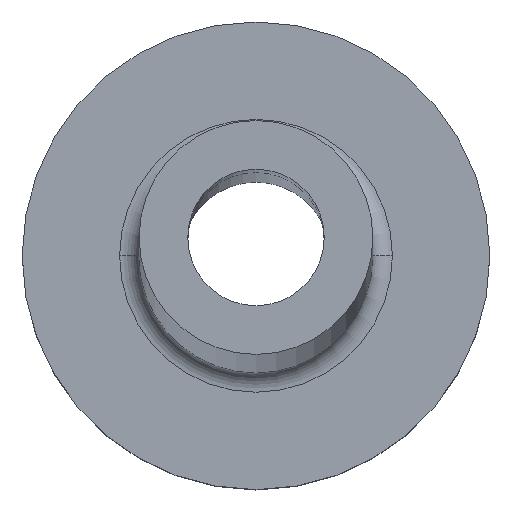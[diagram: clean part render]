
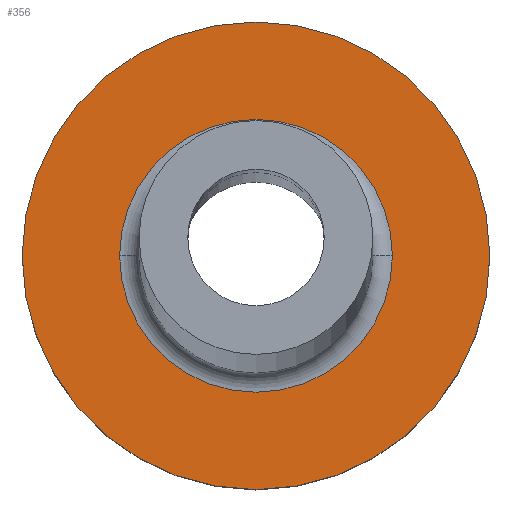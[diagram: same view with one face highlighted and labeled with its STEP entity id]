
A CAD part, top view. The second image highlights one B-rep face of the part: STEP entity #356.
In plain terms, the highlighted planar face has unit normal (0, 0, 1).
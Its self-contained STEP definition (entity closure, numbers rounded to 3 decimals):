
#17 = EDGE_LOOP ( 'NONE', ( #193, #183 ) ) ;
#27 = VERTEX_POINT ( 'NONE', #70 ) ;
#34 = DIRECTION ( 'NONE',  ( 0., 0., 1. ) ) ;
#37 = DIRECTION ( 'NONE',  ( 0., 0., -1. ) ) ;
#47 = EDGE_CURVE ( 'NONE', #296, #27, #428, .T. ) ;
#59 = AXIS2_PLACEMENT_3D ( 'NONE', #344, #34, #174 ) ;
#66 = VERTEX_POINT ( 'NONE', #349 ) ;
#70 = CARTESIAN_POINT ( 'NONE',  ( 6., 0., 5. ) ) ;
#73 = EDGE_CURVE ( 'NONE', #221, #66, #348, .T. ) ;
#74 = CARTESIAN_POINT ( 'NONE',  ( 0., 0., 5. ) ) ;
#85 = EDGE_CURVE ( 'NONE', #27, #296, #152, .T. ) ;
#109 = DIRECTION ( 'NONE',  ( 0., 0., 1. ) ) ;
#118 = AXIS2_PLACEMENT_3D ( 'NONE', #74, #109, #422 ) ;
#132 = ORIENTED_EDGE ( 'NONE', *, *, #47, .T. ) ;
#146 = AXIS2_PLACEMENT_3D ( 'NONE', #168, #276, #277 ) ;
#152 = CIRCLE ( 'NONE', #118, 6. ) ;
#155 = AXIS2_PLACEMENT_3D ( 'NONE', #280, #345, #215 ) ;
#168 = CARTESIAN_POINT ( 'NONE',  ( 0., 0., 5. ) ) ;
#174 = DIRECTION ( 'NONE',  ( 1., 0., 0. ) ) ;
#183 = ORIENTED_EDGE ( 'NONE', *, *, #454, .T. ) ;
#193 = ORIENTED_EDGE ( 'NONE', *, *, #73, .T. ) ;
#215 = DIRECTION ( 'NONE',  ( 1., 0., 0. ) ) ;
#221 = VERTEX_POINT ( 'NONE', #362 ) ;
#235 = AXIS2_PLACEMENT_3D ( 'NONE', #383, #37, #461 ) ;
#270 = FACE_BOUND ( 'NONE', #17, .T. ) ;
#276 = DIRECTION ( 'NONE',  ( 0., 0., 1. ) ) ;
#277 = DIRECTION ( 'NONE',  ( 1., 0., 0. ) ) ;
#280 = CARTESIAN_POINT ( 'NONE',  ( 0., 0., 5. ) ) ;
#286 = ORIENTED_EDGE ( 'NONE', *, *, #85, .T. ) ;
#296 = VERTEX_POINT ( 'NONE', #317 ) ;
#298 = CIRCLE ( 'NONE', #155, 3.5 ) ;
#317 = CARTESIAN_POINT ( 'NONE',  ( -6., 0., 5. ) ) ;
#341 = FACE_OUTER_BOUND ( 'NONE', #409, .T. ) ;
#344 = CARTESIAN_POINT ( 'NONE',  ( 0., 0., 5. ) ) ;
#345 = DIRECTION ( 'NONE',  ( 0., 0., -1. ) ) ;
#348 = CIRCLE ( 'NONE', #235, 3.5 ) ;
#349 = CARTESIAN_POINT ( 'NONE',  ( -3.5, 0., 5. ) ) ;
#356 = ADVANCED_FACE ( 'NONE', ( #270, #341 ), #419, .T. ) ;
#362 = CARTESIAN_POINT ( 'NONE',  ( 3.5, 0., 5. ) ) ;
#383 = CARTESIAN_POINT ( 'NONE',  ( 0., 0., 5. ) ) ;
#409 = EDGE_LOOP ( 'NONE', ( #132, #286 ) ) ;
#419 = PLANE ( 'NONE',  #146 ) ;
#422 = DIRECTION ( 'NONE',  ( 1., 0., 0. ) ) ;
#428 = CIRCLE ( 'NONE', #59, 6. ) ;
#454 = EDGE_CURVE ( 'NONE', #66, #221, #298, .T. ) ;
#461 = DIRECTION ( 'NONE',  ( 1., 0., 0. ) ) ;
